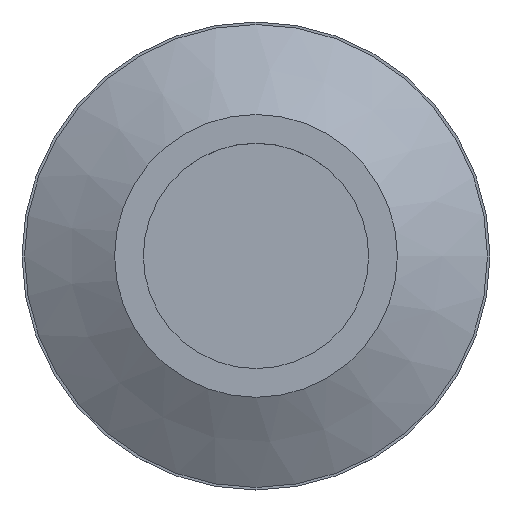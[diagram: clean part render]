
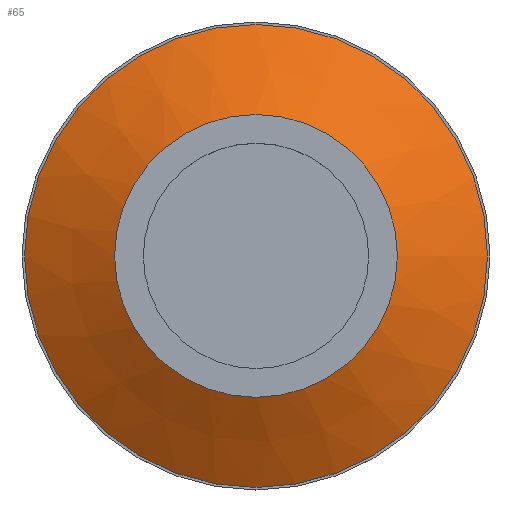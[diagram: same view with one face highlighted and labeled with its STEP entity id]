
A CAD part, top view. The second image highlights one B-rep face of the part: STEP entity #65.
In plain terms, the highlighted conical face has half-angle 60 degrees and reference radius 13.354 mm.
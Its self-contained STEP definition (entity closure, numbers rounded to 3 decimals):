
#65 = ADVANCED_FACE( '', ( #136, #137 ), #138, .T. );
#136 = FACE_BOUND( '', #201, .T. );
#137 = FACE_OUTER_BOUND( '', #202, .T. );
#138 = CONICAL_SURFACE( '', #203, 13.354, 1.047 );
#201 = EDGE_LOOP( '', ( #286 ) );
#202 = EDGE_LOOP( '', ( #287 ) );
#203 = AXIS2_PLACEMENT_3D( '', #288, #289, #290 );
#286 = ORIENTED_EDGE( '', *, *, #312, .F. );
#287 = ORIENTED_EDGE( '', *, *, #320, .T. );
#288 = CARTESIAN_POINT( '', ( 0., 0., 7. ) );
#289 = DIRECTION( '', ( 0., 0., -1. ) );
#290 = DIRECTION( '', ( -1., 0., 0. ) );
#312 = EDGE_CURVE( '', #350, #350, #351, .T. );
#320 = EDGE_CURVE( '', #362, #362, #363, .T. );
#350 = VERTEX_POINT( '', #393 );
#351 = CIRCLE( '', #394, 8.157 );
#362 = VERTEX_POINT( '', #405 );
#363 = CIRCLE( '', #406, 13.354 );
#393 = CARTESIAN_POINT( '', ( 8.157, 0., 10. ) );
#394 = AXIS2_PLACEMENT_3D( '', #439, #440, #441 );
#405 = CARTESIAN_POINT( '', ( 13.354, 0., 7. ) );
#406 = AXIS2_PLACEMENT_3D( '', #451, #452, #453 );
#439 = CARTESIAN_POINT( '', ( 0., 0., 10. ) );
#440 = DIRECTION( '', ( 0., 0., 1. ) );
#441 = DIRECTION( '', ( 1., 0., 0. ) );
#451 = CARTESIAN_POINT( '', ( 0., 0., 7. ) );
#452 = DIRECTION( '', ( 0., 0., 1. ) );
#453 = DIRECTION( '', ( 1., 0., 0. ) );
